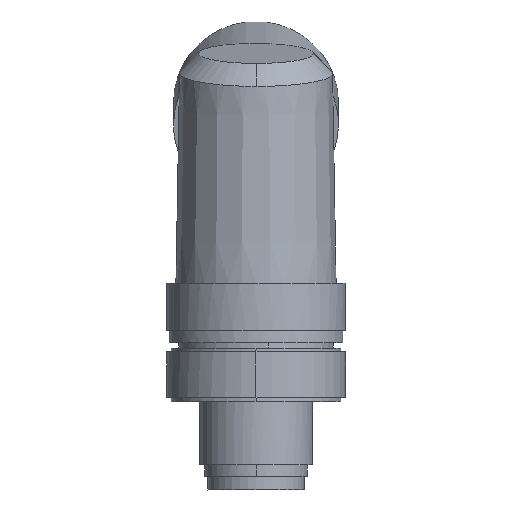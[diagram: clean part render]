
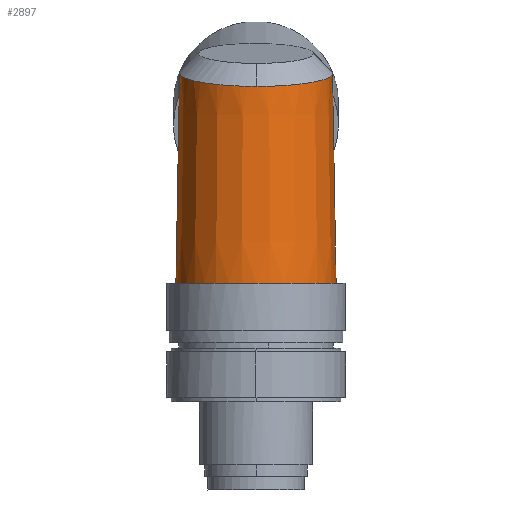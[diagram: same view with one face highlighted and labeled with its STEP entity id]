
A CAD part, front view. The second image highlights one B-rep face of the part: STEP entity #2897.
In plain terms, the highlighted conical face has half-angle 1 degrees and reference radius 8.625 mm.
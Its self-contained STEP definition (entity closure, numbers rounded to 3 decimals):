
#2542=AXIS2_PLACEMENT_3D('Circle Axis2P3D',#2540,#2541,$) ;
#2822=AXIS2_PLACEMENT_3D('Cone Axis2P3D',#2819,#2820,#2821) ;
#2535=CARTESIAN_POINT('Vertex',(1.002,9.5,21.95)) ;
#2537=CARTESIAN_POINT('Vertex',(17.998,9.5,21.95)) ;
#2540=CARTESIAN_POINT('Axis2P3D Location',(9.5,9.5,21.95)) ;
#2555=CARTESIAN_POINT('Line Origine',(8740.016,9.5,-499662.101)) ;
#2559=CARTESIAN_POINT('Vertex',(17.61,9.5,44.206)) ;
#2562=CARTESIAN_POINT('Line Origine',(-8721.016,9.5,-499662.101)) ;
#2566=CARTESIAN_POINT('Vertex',(1.391,9.5,44.245)) ;
#2819=CARTESIAN_POINT('Axis2P3D Location',(9.5,9.5,14.678)) ;
#2825=CARTESIAN_POINT('Control Point',(17.61,9.5,44.206)) ;
#2826=CARTESIAN_POINT('Control Point',(17.612,8.746,44.074)) ;
#2827=CARTESIAN_POINT('Control Point',(17.508,7.991,43.943)) ;
#2828=CARTESIAN_POINT('Control Point',(17.303,7.264,43.817)) ;
#2829=CARTESIAN_POINT('Vertex',(17.303,7.264,43.817)) ;
#2833=CARTESIAN_POINT('Control Point',(17.303,7.264,43.817)) ;
#2834=CARTESIAN_POINT('Control Point',(17.02,6.266,43.645)) ;
#2835=CARTESIAN_POINT('Control Point',(16.543,5.322,43.484)) ;
#2836=CARTESIAN_POINT('Control Point',(15.905,4.502,43.345)) ;
#2837=CARTESIAN_POINT('Vertex',(15.905,4.502,43.345)) ;
#2841=CARTESIAN_POINT('Control Point',(15.905,4.502,43.345)) ;
#2842=CARTESIAN_POINT('Control Point',(15.565,4.064,43.271)) ;
#2843=CARTESIAN_POINT('Control Point',(15.188,3.655,43.203)) ;
#2844=CARTESIAN_POINT('Control Point',(14.776,3.279,43.14)) ;
#2845=CARTESIAN_POINT('Control Point',(13.894,2.603,43.027)) ;
#2846=CARTESIAN_POINT('Control Point',(12.909,2.086,42.942)) ;
#2847=CARTESIAN_POINT('Control Point',(12.391,1.868,42.906)) ;
#2848=CARTESIAN_POINT('Control Point',(11.531,1.591,42.862)) ;
#2849=CARTESIAN_POINT('Control Point',(10.644,1.436,42.838)) ;
#2850=CARTESIAN_POINT('Control Point',(10.299,1.394,42.831)) ;
#2851=CARTESIAN_POINT('Control Point',(9.952,1.371,42.828)) ;
#2852=CARTESIAN_POINT('Control Point',(9.605,1.367,42.828)) ;
#2853=CARTESIAN_POINT('Vertex',(9.605,1.367,42.828)) ;
#2857=CARTESIAN_POINT('Control Point',(3.589,3.923,43.275)) ;
#2858=CARTESIAN_POINT('Control Point',(3.969,3.519,43.205)) ;
#2859=CARTESIAN_POINT('Control Point',(4.383,3.148,43.141)) ;
#2860=CARTESIAN_POINT('Control Point',(4.828,2.812,43.083)) ;
#2861=CARTESIAN_POINT('Control Point',(5.77,2.222,42.981)) ;
#2862=CARTESIAN_POINT('Control Point',(6.798,1.8,42.908)) ;
#2863=CARTESIAN_POINT('Control Point',(7.333,1.632,42.878)) ;
#2864=CARTESIAN_POINT('Control Point',(8.107,1.46,42.847)) ;
#2865=CARTESIAN_POINT('Control Point',(8.894,1.384,42.833)) ;
#2866=CARTESIAN_POINT('Control Point',(9.131,1.369,42.83)) ;
#2867=CARTESIAN_POINT('Control Point',(9.368,1.364,42.828)) ;
#2868=CARTESIAN_POINT('Control Point',(9.605,1.367,42.828)) ;
#2869=CARTESIAN_POINT('Vertex',(3.589,3.923,43.275)) ;
#2873=CARTESIAN_POINT('Control Point',(1.894,6.663,43.75)) ;
#2874=CARTESIAN_POINT('Control Point',(2.269,5.65,43.573)) ;
#2875=CARTESIAN_POINT('Control Point',(2.849,4.712,43.411)) ;
#2876=CARTESIAN_POINT('Control Point',(3.589,3.923,43.275)) ;
#2877=CARTESIAN_POINT('Vertex',(1.894,6.663,43.75)) ;
#2881=CARTESIAN_POINT('Control Point',(1.391,9.5,44.245)) ;
#2882=CARTESIAN_POINT('Control Point',(1.388,8.535,44.076)) ;
#2883=CARTESIAN_POINT('Control Point',(1.559,7.569,43.907)) ;
#2884=CARTESIAN_POINT('Control Point',(1.894,6.663,43.75)) ;
#2541=DIRECTION('Axis2P3D Direction',(0.,0.,-1.)) ;
#2556=DIRECTION('Vector Direction',(0.017,0.,-1.)) ;
#2563=DIRECTION('Vector Direction',(-0.017,0.,-1.)) ;
#2820=DIRECTION('Axis2P3D Direction',(0.,0.,-1.)) ;
#2821=DIRECTION('Axis2P3D XDirection',(1.,0.,0.)) ;
#2557=VECTOR('Line Direction',#2556,1.) ;
#2564=VECTOR('Line Direction',#2563,1.) ;
#2887=ORIENTED_EDGE('',*,*,#2561,.T.) ;
#2888=ORIENTED_EDGE('',*,*,#2831,.F.) ;
#2889=ORIENTED_EDGE('',*,*,#2839,.F.) ;
#2890=ORIENTED_EDGE('',*,*,#2855,.F.) ;
#2891=ORIENTED_EDGE('',*,*,#2871,.F.) ;
#2892=ORIENTED_EDGE('',*,*,#2879,.F.) ;
#2893=ORIENTED_EDGE('',*,*,#2885,.F.) ;
#2894=ORIENTED_EDGE('',*,*,#2568,.F.) ;
#2895=ORIENTED_EDGE('',*,*,#2544,.F.) ;
#2897=ADVANCED_FACE('Volumenk\X2\00F6\X0\rper2',(#2896),#2823,.T.) ;
#2824=B_SPLINE_CURVE_WITH_KNOTS('',3,(#2825,#2826,#2827,#2828),.UNSPECIFIED.,.F.,.U.,(4,4),(0.,28.007),.UNSPECIFIED.) ;
#2832=B_SPLINE_CURVE_WITH_KNOTS('',3,(#2833,#2834,#2835,#2836),.UNSPECIFIED.,.F.,.U.,(4,4),(0.,38.486),.UNSPECIFIED.) ;
#2840=B_SPLINE_CURVE_WITH_KNOTS('',5,(#2841,#2842,#2843,#2844,#2845,#2846,#2847,#2848,#2849,#2850,#2851,#2852),.UNSPECIFIED.,.F.,.U.,(6,3,3,6),(0.,34.244,68.35,89.747),.UNSPECIFIED.) ;
#2856=B_SPLINE_CURVE_WITH_KNOTS('',5,(#2857,#2858,#2859,#2860,#2861,#2862,#2863,#2864,#2865,#2866,#2867,#2868),.UNSPECIFIED.,.F.,.U.,(6,3,3,6),(0.,34.228,68.317,82.941),.UNSPECIFIED.) ;
#2872=B_SPLINE_CURVE_WITH_KNOTS('',3,(#2873,#2874,#2875,#2876),.UNSPECIFIED.,.F.,.U.,(4,4),(0.,40.076),.UNSPECIFIED.) ;
#2880=B_SPLINE_CURVE_WITH_KNOTS('',3,(#2881,#2882,#2883,#2884),.UNSPECIFIED.,.F.,.U.,(4,4),(0.,35.821),.UNSPECIFIED.) ;
#2543=CIRCLE('generated circle',#2542,8.498) ;
#2823=CONICAL_SURFACE('Cone',#2822,8.625,0.017) ;
#2544=EDGE_CURVE('',#2538,#2536,#2543,.T.) ;
#2561=EDGE_CURVE('',#2538,#2560,#2558,.F.) ;
#2568=EDGE_CURVE('',#2536,#2567,#2565,.F.) ;
#2831=EDGE_CURVE('',#2830,#2560,#2824,.F.) ;
#2839=EDGE_CURVE('',#2838,#2830,#2832,.F.) ;
#2855=EDGE_CURVE('',#2854,#2838,#2840,.F.) ;
#2871=EDGE_CURVE('',#2870,#2854,#2856,.T.) ;
#2879=EDGE_CURVE('',#2878,#2870,#2872,.T.) ;
#2885=EDGE_CURVE('',#2567,#2878,#2880,.T.) ;
#2886=EDGE_LOOP('',(#2887,#2888,#2889,#2890,#2891,#2892,#2893,#2894,#2895)) ;
#2896=FACE_OUTER_BOUND('',#2886,.T.) ;
#2558=LINE('Line',#2555,#2557) ;
#2565=LINE('Line',#2562,#2564) ;
#2536=VERTEX_POINT('',#2535) ;
#2538=VERTEX_POINT('',#2537) ;
#2560=VERTEX_POINT('',#2559) ;
#2567=VERTEX_POINT('',#2566) ;
#2830=VERTEX_POINT('',#2829) ;
#2838=VERTEX_POINT('',#2837) ;
#2854=VERTEX_POINT('',#2853) ;
#2870=VERTEX_POINT('',#2869) ;
#2878=VERTEX_POINT('',#2877) ;
